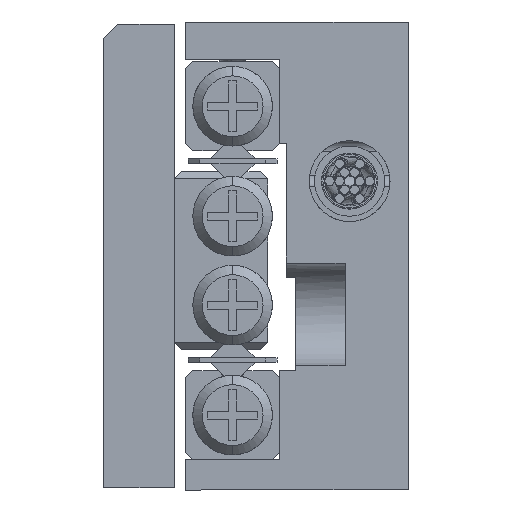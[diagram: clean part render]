
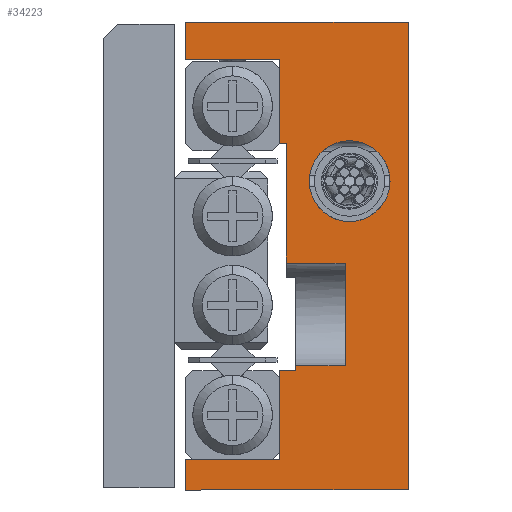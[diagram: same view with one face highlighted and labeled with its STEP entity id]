
A CAD part, left-side view. The second image highlights one B-rep face of the part: STEP entity #34223.
In plain terms, the highlighted planar face has unit normal (-1, 0, 0).
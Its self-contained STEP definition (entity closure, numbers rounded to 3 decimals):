
#308 = VERTEX_POINT ( 'NONE', #5755 ) ;
#1858 = CARTESIAN_POINT ( 'NONE',  ( -20., 5.5, 10. ) ) ;
#2009 = CARTESIAN_POINT ( 'NONE',  ( -20., 5.5, -10. ) ) ;
#2115 = DIRECTION ( 'NONE',  ( 0., 1., 0. ) ) ;
#3192 = LINE ( 'NONE', #20488, #41122 ) ;
#3565 = LINE ( 'NONE', #42054, #63348 ) ;
#4671 = CARTESIAN_POINT ( 'NONE',  ( -20., 0., -10. ) ) ;
#5127 = EDGE_CURVE ( 'NONE', #44466, #68668, #51175, .T. ) ;
#5165 = VERTEX_POINT ( 'NONE', #29999 ) ;
#5446 = EDGE_CURVE ( 'NONE', #54519, #46787, #35974, .T. ) ;
#5569 = CIRCLE ( 'NONE', #41638, 1.727 ) ;
#5755 = CARTESIAN_POINT ( 'NONE',  ( -20., 2.5, 1.473 ) ) ;
#6383 = CARTESIAN_POINT ( 'NONE',  ( -20., 2.692, -0.3 ) ) ;
#7007 = EDGE_CURVE ( 'NONE', #44466, #54519, #39046, .T. ) ;
#7656 = AXIS2_PLACEMENT_3D ( 'NONE', #28018, #38612, #66838 ) ;
#8692 = DIRECTION ( 'NONE',  ( 0., -1., 0. ) ) ;
#8796 = DIRECTION ( 'NONE',  ( 0., 0., -1. ) ) ;
#8845 = VECTOR ( 'NONE', #2115, 1000. ) ;
#9415 = CARTESIAN_POINT ( 'NONE',  ( -20., 9.5, -10. ) ) ;
#9546 = VECTOR ( 'NONE', #37477, 1000. ) ;
#11355 = DIRECTION ( 'NONE',  ( 0., 0., 1. ) ) ;
#11748 = LINE ( 'NONE', #16013, #68954 ) ;
#11923 = CARTESIAN_POINT ( 'NONE',  ( -20., 0., 10. ) ) ;
#11942 = DIRECTION ( 'NONE',  ( 0., -1., 0. ) ) ;
#13132 = EDGE_CURVE ( 'NONE', #15511, #308, #5569, .T. ) ;
#14334 = CARTESIAN_POINT ( 'NONE',  ( -20., 5.5, -10. ) ) ;
#14684 = CARTESIAN_POINT ( 'NONE',  ( -20., 4.8, -4.7 ) ) ;
#15511 = VERTEX_POINT ( 'NONE', #38786 ) ;
#16013 = CARTESIAN_POINT ( 'NONE',  ( -20., 5.5, 4.8 ) ) ;
#16093 = VERTEX_POINT ( 'NONE', #22026 ) ;
#16504 = EDGE_CURVE ( 'NONE', #308, #15511, #38096, .T. ) ;
#16548 = CARTESIAN_POINT ( 'NONE',  ( -20., 5.5, -4.9 ) ) ;
#16669 = LINE ( 'NONE', #4671, #50961 ) ;
#16720 = LINE ( 'NONE', #48480, #37564 ) ;
#16846 = DIRECTION ( 'NONE',  ( 0., 0., -1. ) ) ;
#17074 = EDGE_CURVE ( 'NONE', #46655, #55312, #69269, .T. ) ;
#17089 = ORIENTED_EDGE ( 'NONE', *, *, #5127, .F. ) ;
#17210 = LINE ( 'NONE', #2009, #25492 ) ;
#19390 = CARTESIAN_POINT ( 'NONE',  ( -20., -2.141, -0.3 ) ) ;
#19658 = AXIS2_PLACEMENT_3D ( 'NONE', #58043, #49523, #64389 ) ;
#20488 = CARTESIAN_POINT ( 'NONE',  ( -20., 5.5, -8.7 ) ) ;
#20574 = CARTESIAN_POINT ( 'NONE',  ( -20., 2.692, -4.7 ) ) ;
#20585 = EDGE_CURVE ( 'NONE', #40442, #43156, #31371, .T. ) ;
#20745 = VECTOR ( 'NONE', #31777, 1000. ) ;
#20973 = VECTOR ( 'NONE', #16846, 1000. ) ;
#21147 = VERTEX_POINT ( 'NONE', #54993 ) ;
#21152 = DIRECTION ( 'NONE',  ( 0., 1., 0. ) ) ;
#22026 = CARTESIAN_POINT ( 'NONE',  ( -20., 5.5, 4.8 ) ) ;
#22344 = VERTEX_POINT ( 'NONE', #46311 ) ;
#22454 = ORIENTED_EDGE ( 'NONE', *, *, #17074, .T. ) ;
#22877 = CARTESIAN_POINT ( 'NONE',  ( -20., 5.5, 8.4 ) ) ;
#24540 = ORIENTED_EDGE ( 'NONE', *, *, #39863, .F. ) ;
#24897 = CARTESIAN_POINT ( 'NONE',  ( -20., 5.5, -8.7 ) ) ;
#25305 = VECTOR ( 'NONE', #8692, 1000. ) ;
#25492 = VECTOR ( 'NONE', #60637, 1000. ) ;
#25700 = ORIENTED_EDGE ( 'NONE', *, *, #64856, .F. ) ;
#26815 = VECTOR ( 'NONE', #65515, 1000. ) ;
#27149 = DIRECTION ( 'NONE',  ( 0., 0., 1. ) ) ;
#27650 = EDGE_LOOP ( 'NONE', ( #48089, #45787, #42699, #64459, #25700, #33547, #56113, #62414, #29969, #47509, #22454, #34382, #39634, #24540, #68543, #17089 ) ) ;
#28018 = CARTESIAN_POINT ( 'NONE',  ( -20., 2.5, 3.2 ) ) ;
#28107 = CARTESIAN_POINT ( 'NONE',  ( -20., 5.2, -0.3 ) ) ;
#28779 = EDGE_CURVE ( 'NONE', #22344, #49593, #16669, .T. ) ;
#29969 = ORIENTED_EDGE ( 'NONE', *, *, #28779, .T. ) ;
#29999 = CARTESIAN_POINT ( 'NONE',  ( -20., 5.2, 4.8 ) ) ;
#31371 = LINE ( 'NONE', #46910, #62511 ) ;
#31421 = DIRECTION ( 'NONE',  ( 0., 1., 0. ) ) ;
#31777 = DIRECTION ( 'NONE',  ( 0., 0., 1. ) ) ;
#32325 = VERTEX_POINT ( 'NONE', #16548 ) ;
#32792 = DIRECTION ( 'NONE',  ( -1., 0., 0. ) ) ;
#33120 = LINE ( 'NONE', #22877, #52161 ) ;
#33547 = ORIENTED_EDGE ( 'NONE', *, *, #61992, .T. ) ;
#33638 = VECTOR ( 'NONE', #21152, 1000. ) ;
#34223 = ADVANCED_FACE ( 'NONE', ( #41798, #63333 ), #36502, .F. ) ;
#34382 = ORIENTED_EDGE ( 'NONE', *, *, #42538, .T. ) ;
#35974 = LINE ( 'NONE', #47960, #33638 ) ;
#36502 = PLANE ( 'NONE',  #19658 ) ;
#37105 = DIRECTION ( 'NONE',  ( 0., 0., 1. ) ) ;
#37477 = DIRECTION ( 'NONE',  ( 0., 0., -1. ) ) ;
#37564 = VECTOR ( 'NONE', #59446, 1000. ) ;
#38096 = CIRCLE ( 'NONE', #7656, 1.727 ) ;
#38612 = DIRECTION ( 'NONE',  ( -1., 0., 0. ) ) ;
#38741 = CARTESIAN_POINT ( 'NONE',  ( -20., 9.5, 10. ) ) ;
#38786 = CARTESIAN_POINT ( 'NONE',  ( -20., 2.5, 4.927 ) ) ;
#39046 = LINE ( 'NONE', #59884, #26815 ) ;
#39634 = ORIENTED_EDGE ( 'NONE', *, *, #57725, .F. ) ;
#39863 = EDGE_CURVE ( 'NONE', #5165, #16093, #11748, .T. ) ;
#40442 = VERTEX_POINT ( 'NONE', #49504 ) ;
#40476 = LINE ( 'NONE', #14334, #25305 ) ;
#40675 = LINE ( 'NONE', #1858, #65131 ) ;
#41122 = VECTOR ( 'NONE', #31421, 1000. ) ;
#41638 = AXIS2_PLACEMENT_3D ( 'NONE', #59979, #32792, #27149 ) ;
#41798 = FACE_BOUND ( 'NONE', #69732, .T. ) ;
#42054 = CARTESIAN_POINT ( 'NONE',  ( -20., 5.5, -10. ) ) ;
#42538 = EDGE_CURVE ( 'NONE', #55312, #67651, #33120, .T. ) ;
#42699 = ORIENTED_EDGE ( 'NONE', *, *, #63595, .T. ) ;
#43150 = EDGE_CURVE ( 'NONE', #32325, #21147, #16720, .T. ) ;
#43156 = VERTEX_POINT ( 'NONE', #9415 ) ;
#44288 = CARTESIAN_POINT ( 'NONE',  ( -20., 9.5, 8.4 ) ) ;
#44466 = VERTEX_POINT ( 'NONE', #6383 ) ;
#45299 = EDGE_CURVE ( 'NONE', #68668, #5165, #64957, .T. ) ;
#45787 = ORIENTED_EDGE ( 'NONE', *, *, #5446, .T. ) ;
#45971 = DIRECTION ( 'NONE',  ( 0., -1., 0. ) ) ;
#46311 = CARTESIAN_POINT ( 'NONE',  ( -20., 0., -10. ) ) ;
#46655 = VERTEX_POINT ( 'NONE', #38741 ) ;
#46787 = VERTEX_POINT ( 'NONE', #14684 ) ;
#46792 = EDGE_CURVE ( 'NONE', #43156, #22344, #40476, .T. ) ;
#46910 = CARTESIAN_POINT ( 'NONE',  ( -20., 9.5, -10. ) ) ;
#47509 = ORIENTED_EDGE ( 'NONE', *, *, #60287, .F. ) ;
#47960 = CARTESIAN_POINT ( 'NONE',  ( -20., -2.141, -4.7 ) ) ;
#48089 = ORIENTED_EDGE ( 'NONE', *, *, #7007, .T. ) ;
#48480 = CARTESIAN_POINT ( 'NONE',  ( -20., 5.5, -4.9 ) ) ;
#49017 = CARTESIAN_POINT ( 'NONE',  ( -20., 5.5, 8.4 ) ) ;
#49504 = CARTESIAN_POINT ( 'NONE',  ( -20., 9.5, -8.7 ) ) ;
#49523 = DIRECTION ( 'NONE',  ( 1., 0., 0. ) ) ;
#49593 = VERTEX_POINT ( 'NONE', #11923 ) ;
#50961 = VECTOR ( 'NONE', #11355, 1000. ) ;
#51175 = LINE ( 'NONE', #19390, #8845 ) ;
#52161 = VECTOR ( 'NONE', #11942, 1000. ) ;
#52859 = CARTESIAN_POINT ( 'NONE',  ( -20., 4.8, -10. ) ) ;
#53563 = LINE ( 'NONE', #52859, #20973 ) ;
#54014 = ORIENTED_EDGE ( 'NONE', *, *, #16504, .F. ) ;
#54519 = VERTEX_POINT ( 'NONE', #20574 ) ;
#54993 = CARTESIAN_POINT ( 'NONE',  ( -20., 4.8, -4.9 ) ) ;
#55312 = VERTEX_POINT ( 'NONE', #44288 ) ;
#56113 = ORIENTED_EDGE ( 'NONE', *, *, #20585, .T. ) ;
#57725 = EDGE_CURVE ( 'NONE', #16093, #67651, #3565, .T. ) ;
#58043 = CARTESIAN_POINT ( 'NONE',  ( -20., 5.5, -10. ) ) ;
#58671 = CARTESIAN_POINT ( 'NONE',  ( -20., 9.5, 10. ) ) ;
#59429 = DIRECTION ( 'NONE',  ( 0., 1., 0. ) ) ;
#59446 = DIRECTION ( 'NONE',  ( 0., -1., 0. ) ) ;
#59884 = CARTESIAN_POINT ( 'NONE',  ( -20., 2.692, -10. ) ) ;
#59979 = CARTESIAN_POINT ( 'NONE',  ( -20., 2.5, 3.2 ) ) ;
#60287 = EDGE_CURVE ( 'NONE', #46655, #49593, #40675, .T. ) ;
#60637 = DIRECTION ( 'NONE',  ( 0., 0., 1. ) ) ;
#60880 = VERTEX_POINT ( 'NONE', #24897 ) ;
#61992 = EDGE_CURVE ( 'NONE', #60880, #40442, #3192, .T. ) ;
#62414 = ORIENTED_EDGE ( 'NONE', *, *, #46792, .T. ) ;
#62511 = VECTOR ( 'NONE', #8796, 1000. ) ;
#63333 = FACE_OUTER_BOUND ( 'NONE', #27650, .T. ) ;
#63348 = VECTOR ( 'NONE', #37105, 1000. ) ;
#63595 = EDGE_CURVE ( 'NONE', #46787, #21147, #53563, .T. ) ;
#64389 = DIRECTION ( 'NONE',  ( 0., 0., -1. ) ) ;
#64459 = ORIENTED_EDGE ( 'NONE', *, *, #43150, .F. ) ;
#64856 = EDGE_CURVE ( 'NONE', #60880, #32325, #17210, .T. ) ;
#64957 = LINE ( 'NONE', #69561, #20745 ) ;
#65131 = VECTOR ( 'NONE', #45971, 1000. ) ;
#65515 = DIRECTION ( 'NONE',  ( 0., 0., -1. ) ) ;
#66838 = DIRECTION ( 'NONE',  ( 0., 0., 1. ) ) ;
#67651 = VERTEX_POINT ( 'NONE', #49017 ) ;
#68228 = ORIENTED_EDGE ( 'NONE', *, *, #13132, .F. ) ;
#68543 = ORIENTED_EDGE ( 'NONE', *, *, #45299, .F. ) ;
#68668 = VERTEX_POINT ( 'NONE', #28107 ) ;
#68954 = VECTOR ( 'NONE', #59429, 1000. ) ;
#69269 = LINE ( 'NONE', #58671, #9546 ) ;
#69561 = CARTESIAN_POINT ( 'NONE',  ( -20., 5.2, 4.8 ) ) ;
#69732 = EDGE_LOOP ( 'NONE', ( #68228, #54014 ) ) ;
